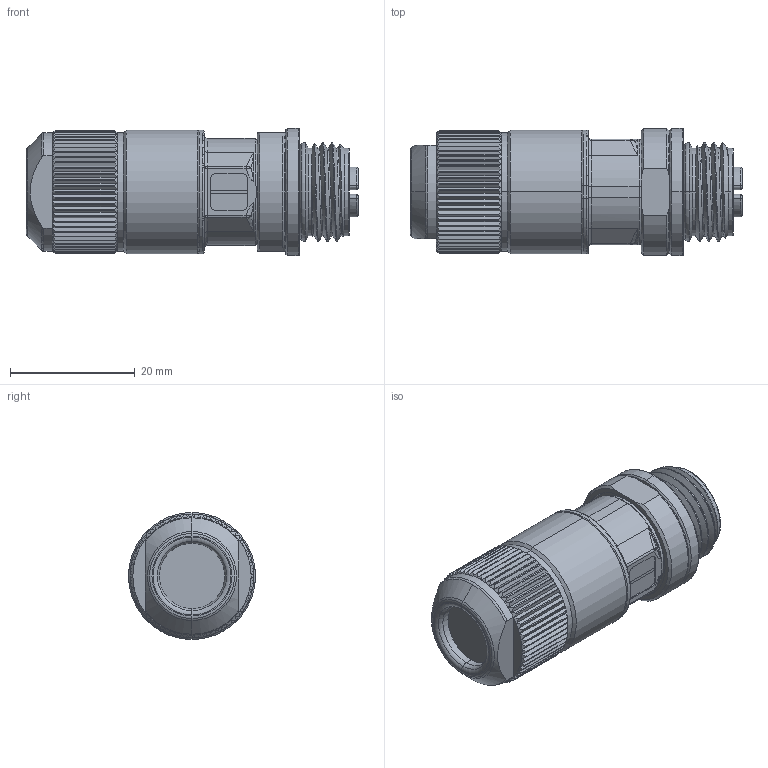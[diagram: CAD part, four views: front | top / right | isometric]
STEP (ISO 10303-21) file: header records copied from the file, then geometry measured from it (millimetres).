
FILE_DESCRIPTION((''),'2;1');
FILE_NAME('248537_SM01_ASM','2025-04-18T11:02:08',('banengservice'),('BANNER ENGINEERING'),'CREO PARAMETRIC BY PTC INC, 2022414','CREO PARAMETRIC BY PTC INC, 2022414','');
FILE_SCHEMA(('CONFIG_CONTROL_DESIGN'));
Length unit declared in the file: millimetre
Products named in the file (2): 248537_EP01; 248537_SM01_ASM
Assembly tree (1 placements, depth 2):
  248537_SM01_ASM
    248537_EP01
Bounding box: 53.3 x 20.4 x 20.4 mm (x, y, z)
Surface area: 5590.6 mm2 (no closed solid volume)
Topology: 0 solids, 4 shells, 707 faces, 1919 edges, 1224 vertices
Faces by surface type: cylinder 273, plane 232, torus 92, cone 49, bspline 49, sphere 12
Entity records: 27377 total; most frequent: CARTESIAN_POINT 10370, ORIENTED_EDGE 3681, DIRECTION 3377, EDGE_CURVE 1899, AXIS2_PLACEMENT_3D 1362, VERTEX_POINT 1224, EDGE_LOOP 737, FACE_OUTER_BOUND 707
